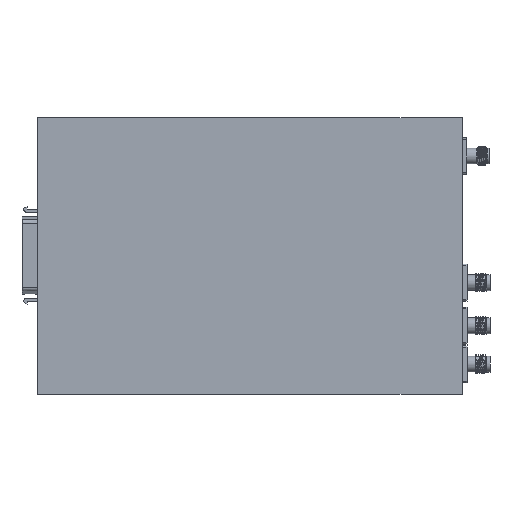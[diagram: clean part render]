
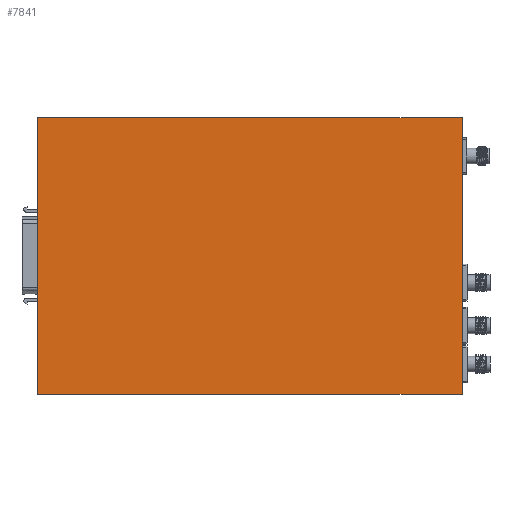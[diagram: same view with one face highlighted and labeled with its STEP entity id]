
A CAD part, top view. The second image highlights one B-rep face of the part: STEP entity #7841.
In plain terms, the highlighted planar face has unit normal (0, 0, 1).
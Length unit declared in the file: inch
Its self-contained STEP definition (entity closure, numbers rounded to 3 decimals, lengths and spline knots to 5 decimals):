
#1212 = ORIENTED_EDGE ( 'NONE', *, *, #6260, .F. ) ;
#1632 = CARTESIAN_POINT ( 'NONE',  ( 7.70804, 1.93011, 0.90551 ) ) ;
#2355 = CARTESIAN_POINT ( 'NONE',  ( 0., 3.74016, 0.90551 ) ) ;
#2361 = EDGE_LOOP ( 'NONE', ( #11683, #10973, #1212, #6002 ) ) ;
#2570 = EDGE_CURVE ( 'NONE', #14710, #11549, #12487, .T. ) ;
#2999 = LINE ( 'NONE', #3245, #21567 ) ;
#3245 = CARTESIAN_POINT ( 'NONE',  ( 5.74803, 1.93011, 0.90551 ) ) ;
#3394 = DIRECTION ( 'NONE',  ( -1., 0., 0. ) ) ;
#4001 = CARTESIAN_POINT ( 'NONE',  ( 0., 0., 0.90551 ) ) ;
#4996 = PLANE ( 'NONE',  #18187 ) ;
#5314 = CARTESIAN_POINT ( 'NONE',  ( 0., 3.74016, 0.90551 ) ) ;
#5717 = CARTESIAN_POINT ( 'NONE',  ( 5.74803, 0., 0.90551 ) ) ;
#6002 = ORIENTED_EDGE ( 'NONE', *, *, #17045, .F. ) ;
#6173 = LINE ( 'NONE', #18371, #22570 ) ;
#6260 = EDGE_CURVE ( 'NONE', #15128, #9444, #14763, .T. ) ;
#6711 = FACE_OUTER_BOUND ( 'NONE', #2361, .T. ) ;
#7303 = CARTESIAN_POINT ( 'NONE',  ( 0., 0., 0.90551 ) ) ;
#7821 = VECTOR ( 'NONE', #18357, 39.37008 ) ;
#7841 = ADVANCED_FACE ( 'NONE', ( #6711 ), #4996, .F. ) ;
#7964 = VECTOR ( 'NONE', #21653, 39.37008 ) ;
#9444 = VERTEX_POINT ( 'NONE', #18975 ) ;
#10170 = DIRECTION ( 'NONE',  ( 0., 0., -1. ) ) ;
#10973 = ORIENTED_EDGE ( 'NONE', *, *, #19672, .T. ) ;
#11549 = VERTEX_POINT ( 'NONE', #4001 ) ;
#11683 = ORIENTED_EDGE ( 'NONE', *, *, #2570, .F. ) ;
#12487 = LINE ( 'NONE', #7303, #7964 ) ;
#13286 = DIRECTION ( 'NONE',  ( 0., 1., 0. ) ) ;
#14710 = VERTEX_POINT ( 'NONE', #5717 ) ;
#14763 = LINE ( 'NONE', #2355, #7821 ) ;
#15128 = VERTEX_POINT ( 'NONE', #5314 ) ;
#17045 = EDGE_CURVE ( 'NONE', #11549, #15128, #6173, .T. ) ;
#18187 = AXIS2_PLACEMENT_3D ( 'NONE', #1632, #10170, #3394 ) ;
#18357 = DIRECTION ( 'NONE',  ( 1., 0., 0. ) ) ;
#18371 = CARTESIAN_POINT ( 'NONE',  ( 0., 0., 0.90551 ) ) ;
#18872 = DIRECTION ( 'NONE',  ( 0., 1., 0. ) ) ;
#18975 = CARTESIAN_POINT ( 'NONE',  ( 5.74803, 3.74016, 0.90551 ) ) ;
#19672 = EDGE_CURVE ( 'NONE', #14710, #9444, #2999, .T. ) ;
#21567 = VECTOR ( 'NONE', #18872, 39.37008 ) ;
#21653 = DIRECTION ( 'NONE',  ( -1., 0., 0. ) ) ;
#22570 = VECTOR ( 'NONE', #13286, 39.37008 ) ;
